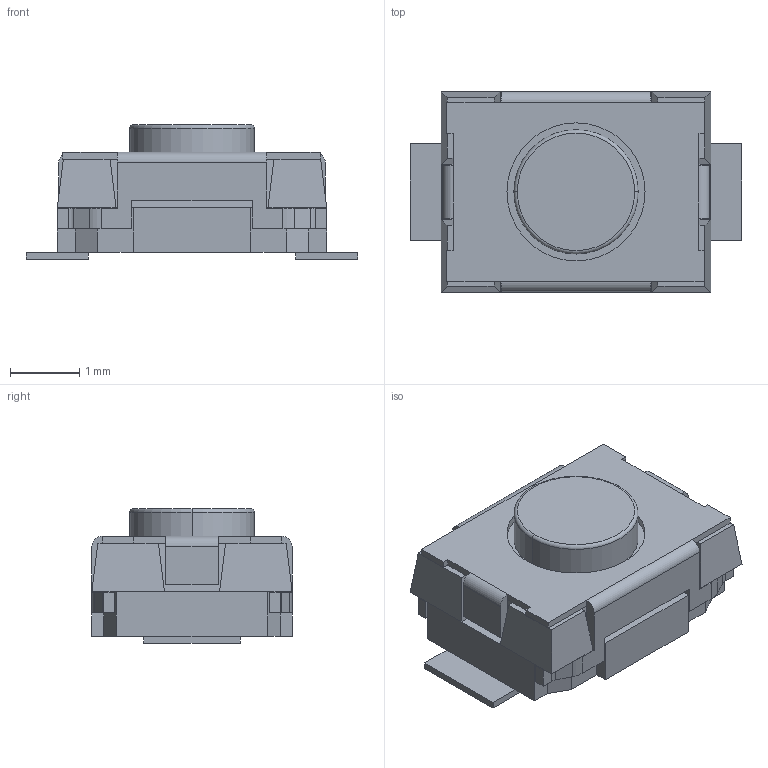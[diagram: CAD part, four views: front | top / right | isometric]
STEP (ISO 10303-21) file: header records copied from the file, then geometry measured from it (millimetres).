
FILE_DESCRIPTION(('FreeCAD Model'),'2;1');
FILE_NAME('Open CASCADE Shape Model','2024-09-06T17:06:58',(''),(''), 'Open CASCADE STEP processor 7.6','FreeCAD','Unknown');
FILE_SCHEMA(('AUTOMOTIVE_DESIGN { 1 0 10303 214 1 1 1 1 }'));
Length unit declared in the file: millimetre
Products named in the file (6): SFOb-SW1; SW-SMD_L3.9-W3.0-P4.45; COMPOUND016; COMPOUND; COMPOUND001; COMPOUND002
Assembly tree (5 placements, depth 4):
  SFOb-SW1
    SW-SMD_L3.9-W3.0-P4.45
      COMPOUND016
        COMPOUND
        COMPOUND001
        COMPOUND002
Bounding box: 4.8 x 2.9 x 1.95 mm (x, y, z)
Volume: 16.2 mm3; surface area: 65.9 mm2
Topology: 3 solids, 3 shells, 262 faces, 633 edges, 386 vertices
Faces by surface type: plane 222, cylinder 24, bspline 14, torus 2
Entity records: 18587 total; most frequent: CARTESIAN_POINT 3939, DIRECTION 2347, LINE 1715, VECTOR 1715, ORIENTED_EDGE 1266, PCURVE 1266, DEFINITIONAL_REPRESENTATION 1266, EDGE_CURVE 633
